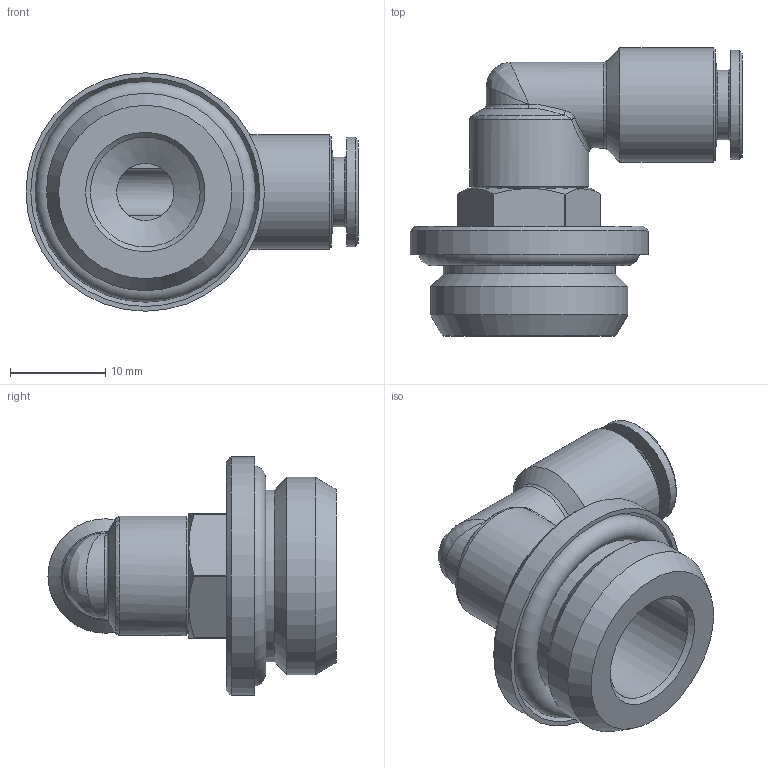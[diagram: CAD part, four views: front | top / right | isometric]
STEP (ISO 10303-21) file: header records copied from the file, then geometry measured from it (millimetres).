
FILE_DESCRIPTION(( 'MA.16.06.12.stp' ), '1');
FILE_NAME( 'MA.16.06.12.stp', '2021-03-01T10:49:36',( 'Sopra'),('sopra-pneumatic.com'), 'SwSTEP 2.0','SolidWorks 2009','' );
FILE_SCHEMA( ( 'CONFIG_CONTROL_DESIGN' ) );
Length unit declared in the file: millimetre
Products named in the file (3): A0060034; Taglia-Rivoluzione1; 036-A104-1/011-0081-1-solid1
Assembly tree (2 placements, depth 2):
  A0060034
    Taglia-Rivoluzione1
    036-A104-1/011-0081-1-solid1
Bounding box: 34.8 x 30.2 x 25 mm (x, y, z)
Volume: 5379.4 mm3; surface area: 4799.7 mm2
Topology: 2 solids, 2 shells, 69 faces, 166 edges, 103 vertices
Faces by surface type: cylinder 20, plane 17, cone 17, bspline 10, torus 5
Full cylindrical faces by diameter (mm): 5 x1, 6 x1, 6.15 x1, 7.3 x1, 9 x1, 11.5 x2, 12 x1, 12.5 x1, 18 x1, 20.7 x1, 25 x1
Entity records: 2427 total; most frequent: CARTESIAN_POINT 984, DIRECTION 266, ORIENTED_EDGE 246, EDGE_CURVE 123, AXIS2_PLACEMENT_3D 122, EDGE_LOOP 105, VERTEX_POINT 95, FACE_OUTER_BOUND 81
